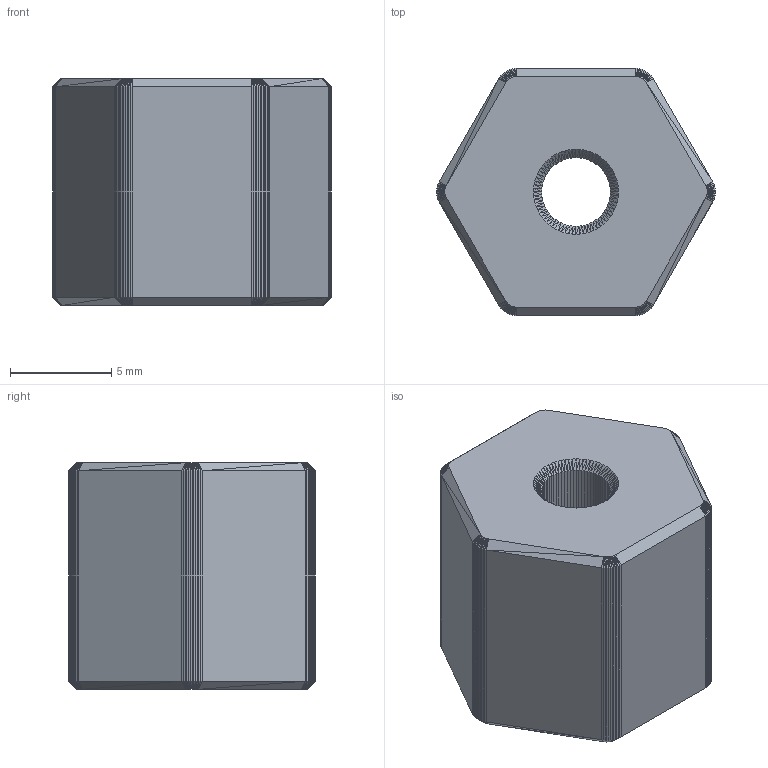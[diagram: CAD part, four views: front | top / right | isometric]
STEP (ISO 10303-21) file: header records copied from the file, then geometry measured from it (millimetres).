
FILE_DESCRIPTION(('FreeCAD Model'),'2;1');
FILE_NAME('./VORON-0/STLs/VORON0.0/[a]_Endstop_Strike_Block_x1.step', '2020-04-30T22:12:22',('FreeCAD'),('FreeCAD'), 'Open CASCADE STEP processor 7.3','FreeCAD','Unknown');
FILE_SCHEMA(('AUTOMOTIVE_DESIGN { 1 0 10303 214 1 1 1 1 }'));
Length unit declared in the file: millimetre
Products named in the file (1): Open CASCADE STEP translator 7.3 1
Bounding box: 13.78 x 12.2 x 11.2 mm (x, y, z)
Surface area: 800.2 mm2 (no closed solid volume)
Topology: 0 solids, 1 shells, 746 faces, 1344 edges, 600 vertices
Faces by surface type: plane 746
Entity records: 16598 total; most frequent: DIRECTION 2838, CARTESIAN_POINT 2691, ORIENTED_EDGE 2688, EDGE_CURVE 1344, LINE 1344, VECTOR 1344, FACE_BOUND 748, EDGE_LOOP 748
